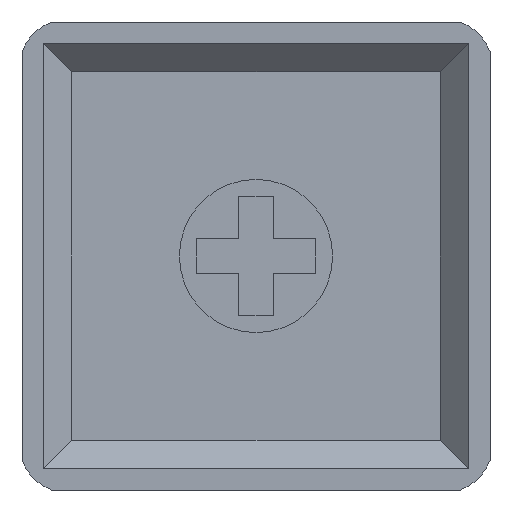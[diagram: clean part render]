
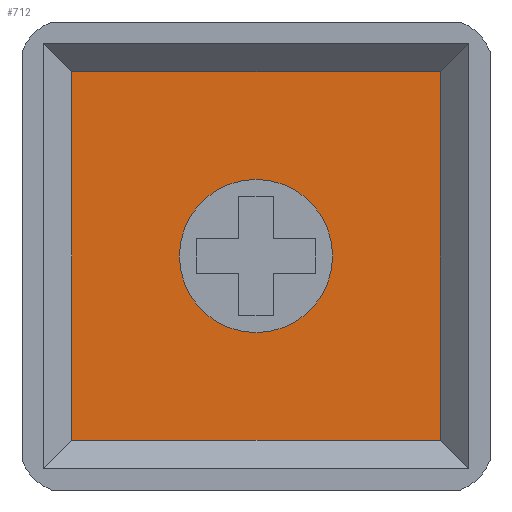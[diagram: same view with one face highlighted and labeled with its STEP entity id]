
A CAD part, front view. The second image highlights one B-rep face of the part: STEP entity #712.
In plain terms, the highlighted planar face has unit normal (0, -1, 0).
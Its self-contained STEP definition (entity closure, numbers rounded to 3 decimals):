
#16=FACE_BOUND('',#260,.T.);
#28=PLANE('',#768);
#81=LINE('',#1343,#146);
#82=LINE('',#1346,#147);
#84=LINE('',#1350,#149);
#85=LINE('',#1351,#150);
#146=VECTOR('',#880,10.);
#147=VECTOR('',#883,10.);
#149=VECTOR('',#887,10.);
#150=VECTOR('',#888,10.);
#216=FACE_OUTER_BOUND('',#259,.T.);
#259=EDGE_LOOP('',(#584,#585,#586,#587));
#260=EDGE_LOOP('',(#588));
#305=CIRCLE('',#769,2.7);
#343=VERTEX_POINT('',#1339);
#344=VERTEX_POINT('',#1341);
#345=VERTEX_POINT('',#1345);
#346=VERTEX_POINT('',#1349);
#347=VERTEX_POINT('',#1352);
#431=EDGE_CURVE('',#344,#343,#81,.T.);
#432=EDGE_CURVE('',#343,#345,#82,.T.);
#434=EDGE_CURVE('',#346,#344,#84,.T.);
#435=EDGE_CURVE('',#345,#346,#85,.T.);
#436=EDGE_CURVE('',#347,#347,#305,.T.);
#584=ORIENTED_EDGE('',*,*,#431,.F.);
#585=ORIENTED_EDGE('',*,*,#434,.F.);
#586=ORIENTED_EDGE('',*,*,#435,.F.);
#587=ORIENTED_EDGE('',*,*,#432,.F.);
#588=ORIENTED_EDGE('',*,*,#436,.F.);
#712=ADVANCED_FACE('',(#216,#16),#28,.F.);
#768=AXIS2_PLACEMENT_3D('',#1348,#885,#886);
#769=AXIS2_PLACEMENT_3D('',#1353,#889,#890);
#880=DIRECTION('',(1.,0.,0.));
#883=DIRECTION('',(0.,0.,-1.));
#885=DIRECTION('center_axis',(0.,1.,0.));
#886=DIRECTION('ref_axis',(-1.,0.,0.));
#887=DIRECTION('',(0.,0.,1.));
#888=DIRECTION('',(-1.,0.,0.));
#889=DIRECTION('center_axis',(0.,-1.,0.));
#890=DIRECTION('ref_axis',(1.,0.,0.));
#1339=CARTESIAN_POINT('',(6.5,2.3,6.5));
#1341=CARTESIAN_POINT('',(-6.5,2.3,6.5));
#1343=CARTESIAN_POINT('',(-3.75,2.3,6.5));
#1345=CARTESIAN_POINT('',(6.5,2.3,-6.5));
#1346=CARTESIAN_POINT('',(6.5,2.3,3.75));
#1348=CARTESIAN_POINT('Origin',(0.,2.3,0.));
#1349=CARTESIAN_POINT('',(-6.5,2.3,-6.5));
#1350=CARTESIAN_POINT('',(-6.5,2.3,-3.75));
#1351=CARTESIAN_POINT('',(3.75,2.3,-6.5));
#1352=CARTESIAN_POINT('',(-2.7,2.3,0.));
#1353=CARTESIAN_POINT('Origin',(0.,2.3,0.));
